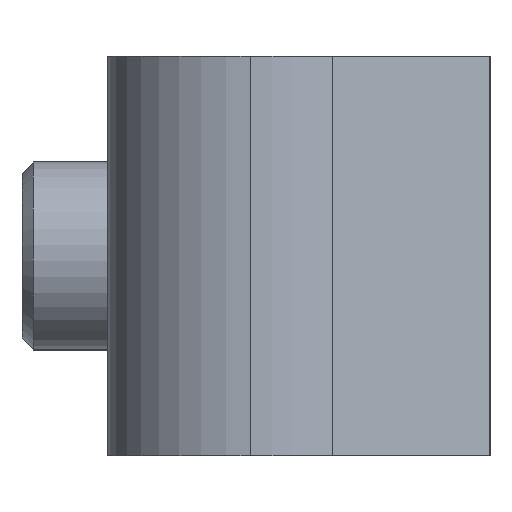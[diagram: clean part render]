
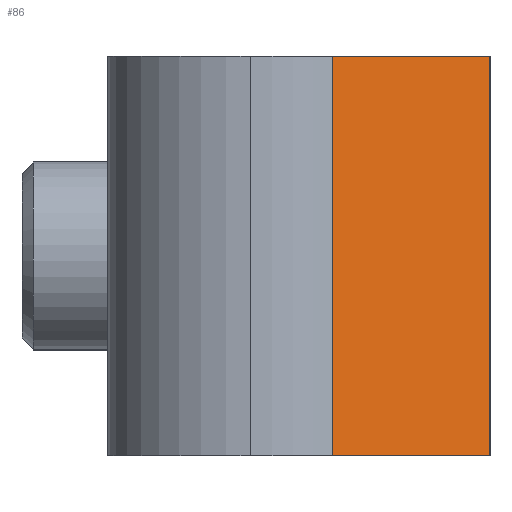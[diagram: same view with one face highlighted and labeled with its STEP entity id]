
A CAD part, left-side view. The second image highlights one B-rep face of the part: STEP entity #86.
In plain terms, the highlighted planar face has unit normal (-0.819, -0.574, 0).
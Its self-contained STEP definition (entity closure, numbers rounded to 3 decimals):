
#86 = ADVANCED_FACE ( 'NONE', ( #1208 ), #249, .T. ) ;
#235 = DIRECTION ( 'NONE',  ( 0.574, -0.819, 0. ) ) ;
#240 = DIRECTION ( 'NONE',  ( -0.819, -0.574, 0. ) ) ;
#242 = DIRECTION ( 'NONE',  ( 0., 0., -1. ) ) ;
#243 = CARTESIAN_POINT ( 'NONE',  ( -20.638, -6.7, 7. ) ) ;
#249 = PLANE ( 'NONE',  #809 ) ;
#259 = CARTESIAN_POINT ( 'NONE',  ( -20.638, -6.7, 7. ) ) ;
#337 = DIRECTION ( 'NONE',  ( -0.574, 0.819, 0. ) ) ;
#340 = CARTESIAN_POINT ( 'NONE',  ( -20.638, -6.7, 0. ) ) ;
#398 = DIRECTION ( 'NONE',  ( 0., 0., -1. ) ) ;
#403 = CARTESIAN_POINT ( 'NONE',  ( -22.575, -3.934, 7. ) ) ;
#443 = VERTEX_POINT ( 'NONE', #525 ) ;
#454 = DIRECTION ( 'NONE',  ( -0.574, 0.819, 0. ) ) ;
#459 = CARTESIAN_POINT ( 'NONE',  ( -20.638, -6.7, 7. ) ) ;
#482 = CARTESIAN_POINT ( 'NONE',  ( -22.575, -3.934, 0. ) ) ;
#489 = CARTESIAN_POINT ( 'NONE',  ( -20.638, -6.7, 7. ) ) ;
#496 = CARTESIAN_POINT ( 'NONE',  ( -22.575, -3.934, 7. ) ) ;
#508 = VERTEX_POINT ( 'NONE', #496 ) ;
#521 = VERTEX_POINT ( 'NONE', #489 ) ;
#525 = CARTESIAN_POINT ( 'NONE',  ( -20.638, -6.7, 0. ) ) ;
#530 = VERTEX_POINT ( 'NONE', #482 ) ;
#770 = EDGE_CURVE ( 'NONE', #521, #508, #1159, .T. ) ;
#796 = EDGE_CURVE ( 'NONE', #508, #530, #1132, .T. ) ;
#809 = AXIS2_PLACEMENT_3D ( 'NONE', #259, #240, #235 ) ;
#838 = EDGE_CURVE ( 'NONE', #443, #530, #1096, .T. ) ;
#870 = EDGE_CURVE ( 'NONE', #521, #443, #1053, .T. ) ;
#1048 = VECTOR ( 'NONE', #242, 1000. ) ;
#1053 = LINE ( 'NONE', #243, #1048 ) ;
#1093 = VECTOR ( 'NONE', #337, 1000. ) ;
#1096 = LINE ( 'NONE', #340, #1093 ) ;
#1127 = VECTOR ( 'NONE', #398, 1000. ) ;
#1132 = LINE ( 'NONE', #403, #1127 ) ;
#1156 = VECTOR ( 'NONE', #454, 1000. ) ;
#1159 = LINE ( 'NONE', #459, #1156 ) ;
#1208 = FACE_OUTER_BOUND ( 'NONE', #1507, .T. ) ;
#1396 = ORIENTED_EDGE ( 'NONE', *, *, #838, .F. ) ;
#1451 = ORIENTED_EDGE ( 'NONE', *, *, #870, .F. ) ;
#1454 = ORIENTED_EDGE ( 'NONE', *, *, #770, .T. ) ;
#1455 = ORIENTED_EDGE ( 'NONE', *, *, #796, .T. ) ;
#1507 = EDGE_LOOP ( 'NONE', ( #1396, #1451, #1454, #1455 ) ) ;
